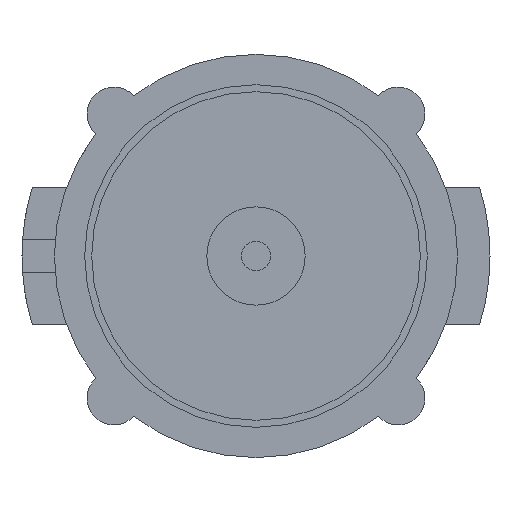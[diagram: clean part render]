
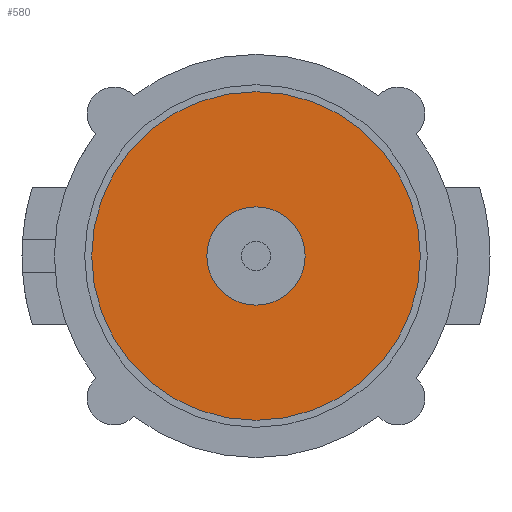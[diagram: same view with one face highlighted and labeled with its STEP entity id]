
A CAD part, left-side view. The second image highlights one B-rep face of the part: STEP entity #580.
In plain terms, the highlighted planar face has unit normal (-1, 0, 0).
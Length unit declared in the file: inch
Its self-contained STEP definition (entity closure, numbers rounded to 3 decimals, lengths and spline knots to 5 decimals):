
#3 = CARTESIAN_POINT ( 'NONE',  ( 0., 0., 0. ) ) ;
#110 = CARTESIAN_POINT ( 'NONE',  ( 0., 0., -0.211 ) ) ;
#229 = FACE_BOUND ( 'NONE', #2832, .T. ) ;
#278 = AXIS2_PLACEMENT_3D ( 'NONE', #988, #1930, #1003 ) ;
#469 = DIRECTION ( 'NONE',  ( 1., 0., 0. ) ) ;
#567 = ORIENTED_EDGE ( 'NONE', *, *, #1885, .F. ) ;
#571 = ORIENTED_EDGE ( 'NONE', *, *, #2394, .F. ) ;
#580 = ADVANCED_FACE ( 'NONE', ( #229, #2286 ), #2023, .F. ) ;
#835 = CARTESIAN_POINT ( 'NONE',  ( 0., 0., 0. ) ) ;
#881 = EDGE_CURVE ( 'NONE', #2647, #2599, #984, .T. ) ;
#984 = CIRCLE ( 'NONE', #1406, 0.211 ) ;
#988 = CARTESIAN_POINT ( 'NONE',  ( 0., 0., 0. ) ) ;
#1003 = DIRECTION ( 'NONE',  ( 0., 0., -1. ) ) ;
#1014 = CARTESIAN_POINT ( 'NONE',  ( 0., 0., 0. ) ) ;
#1029 = DIRECTION ( 'NONE',  ( 1., 0., 0. ) ) ;
#1052 = ORIENTED_EDGE ( 'NONE', *, *, #2687, .F. ) ;
#1406 = AXIS2_PLACEMENT_3D ( 'NONE', #835, #1731, #2636 ) ;
#1601 = CIRCLE ( 'NONE', #278, 0.705 ) ;
#1688 = CIRCLE ( 'NONE', #2250, 0.211 ) ;
#1694 = ORIENTED_EDGE ( 'NONE', *, *, #881, .F. ) ;
#1731 = DIRECTION ( 'NONE',  ( -1., 0., 0. ) ) ;
#1748 = CARTESIAN_POINT ( 'NONE',  ( 0., 0., 0. ) ) ;
#1773 = CARTESIAN_POINT ( 'NONE',  ( 0., 0., 0.705 ) ) ;
#1824 = CARTESIAN_POINT ( 'NONE',  ( 0., 0., -0.705 ) ) ;
#1832 = VERTEX_POINT ( 'NONE', #1824 ) ;
#1885 = EDGE_CURVE ( 'NONE', #1832, #2437, #2107, .T. ) ;
#1930 = DIRECTION ( 'NONE',  ( 1., 0., 0. ) ) ;
#1983 = DIRECTION ( 'NONE',  ( 0., 0., -1. ) ) ;
#2023 = PLANE ( 'NONE',  #2524 ) ;
#2080 = DIRECTION ( 'NONE',  ( 0., 0., -1. ) ) ;
#2107 = CIRCLE ( 'NONE', #2635, 0.705 ) ;
#2159 = DIRECTION ( 'NONE',  ( 0., 0., -1. ) ) ;
#2162 = CARTESIAN_POINT ( 'NONE',  ( 0., 0., 0.211 ) ) ;
#2250 = AXIS2_PLACEMENT_3D ( 'NONE', #1748, #2675, #1983 ) ;
#2286 = FACE_OUTER_BOUND ( 'NONE', #2389, .T. ) ;
#2389 = EDGE_LOOP ( 'NONE', ( #1052, #567 ) ) ;
#2394 = EDGE_CURVE ( 'NONE', #2599, #2647, #1688, .T. ) ;
#2437 = VERTEX_POINT ( 'NONE', #1773 ) ;
#2524 = AXIS2_PLACEMENT_3D ( 'NONE', #3, #469, #2080 ) ;
#2599 = VERTEX_POINT ( 'NONE', #2162 ) ;
#2635 = AXIS2_PLACEMENT_3D ( 'NONE', #1014, #1029, #2159 ) ;
#2636 = DIRECTION ( 'NONE',  ( 0., 0., -1. ) ) ;
#2647 = VERTEX_POINT ( 'NONE', #110 ) ;
#2675 = DIRECTION ( 'NONE',  ( -1., 0., 0. ) ) ;
#2687 = EDGE_CURVE ( 'NONE', #2437, #1832, #1601, .T. ) ;
#2832 = EDGE_LOOP ( 'NONE', ( #1694, #571 ) ) ;
